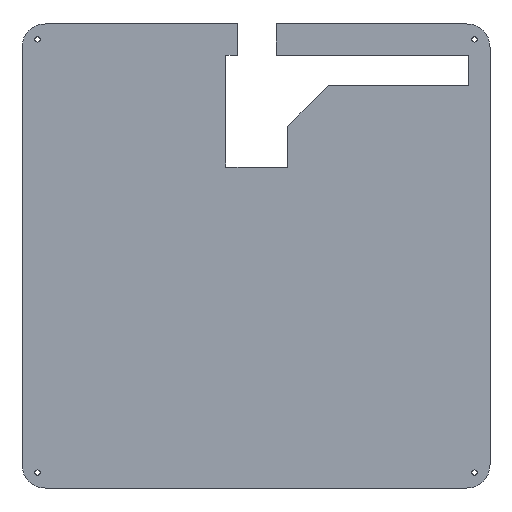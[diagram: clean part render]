
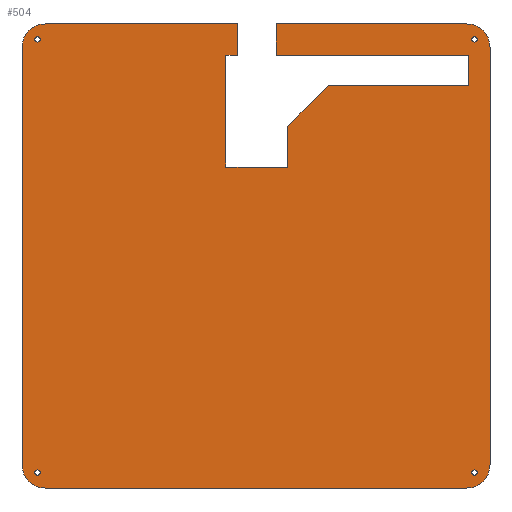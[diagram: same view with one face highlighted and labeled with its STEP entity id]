
A CAD part, top view. The second image highlights one B-rep face of the part: STEP entity #504.
In plain terms, the highlighted planar face has unit normal (0, 0, 1).
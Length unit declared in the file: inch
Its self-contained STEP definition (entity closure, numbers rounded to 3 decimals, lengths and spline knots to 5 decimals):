
#15=FACE_BOUND('',#89,.T.);
#16=FACE_BOUND('',#90,.T.);
#17=FACE_BOUND('',#91,.T.);
#18=FACE_BOUND('',#92,.T.);
#38=PLANE('',#559);
#63=FACE_OUTER_BOUND('',#88,.T.);
#88=EDGE_LOOP('',(#427,#428,#429,#430,#431,#432,#433,#434,#435,#436,#437,
#438,#439,#440,#441,#442,#443,#444,#445));
#89=EDGE_LOOP('',(#446));
#90=EDGE_LOOP('',(#447));
#91=EDGE_LOOP('',(#448));
#92=EDGE_LOOP('',(#449));
#104=LINE('',#730,#157);
#107=LINE('',#736,#160);
#110=LINE('',#742,#163);
#113=LINE('',#748,#166);
#116=LINE('',#754,#169);
#119=LINE('',#760,#172);
#122=LINE('',#766,#175);
#125=LINE('',#772,#178);
#128=LINE('',#778,#181);
#131=LINE('',#784,#184);
#134=LINE('',#790,#187);
#138=LINE('',#802,#191);
#142=LINE('',#814,#195);
#146=LINE('',#826,#199);
#150=LINE('',#836,#203);
#157=VECTOR('',#595,0.3937);
#160=VECTOR('',#600,0.3937);
#163=VECTOR('',#605,0.3937);
#166=VECTOR('',#610,0.3937);
#169=VECTOR('',#615,0.3937);
#172=VECTOR('',#620,0.3937);
#175=VECTOR('',#625,0.3937);
#178=VECTOR('',#630,0.3937);
#181=VECTOR('',#635,0.3937);
#184=VECTOR('',#640,0.3937);
#187=VECTOR('',#645,0.3937);
#191=VECTOR('',#657,0.3937);
#195=VECTOR('',#669,0.3937);
#199=VECTOR('',#681,0.3937);
#203=VECTOR('',#693,0.3937);
#204=CIRCLE('',#521,0.035);
#206=CIRCLE('',#524,0.035);
#208=CIRCLE('',#527,0.035);
#210=CIRCLE('',#530,0.035);
#213=CIRCLE('',#545,0.3);
#215=CIRCLE('',#549,0.3);
#217=CIRCLE('',#553,0.3);
#219=CIRCLE('',#557,0.3);
#220=VERTEX_POINT('',#700);
#222=VERTEX_POINT('',#706);
#224=VERTEX_POINT('',#712);
#226=VERTEX_POINT('',#718);
#230=VERTEX_POINT('',#727);
#231=VERTEX_POINT('',#729);
#233=VERTEX_POINT('',#735);
#235=VERTEX_POINT('',#741);
#237=VERTEX_POINT('',#747);
#239=VERTEX_POINT('',#753);
#241=VERTEX_POINT('',#759);
#243=VERTEX_POINT('',#765);
#245=VERTEX_POINT('',#771);
#247=VERTEX_POINT('',#777);
#249=VERTEX_POINT('',#783);
#251=VERTEX_POINT('',#789);
#253=VERTEX_POINT('',#795);
#255=VERTEX_POINT('',#801);
#257=VERTEX_POINT('',#807);
#259=VERTEX_POINT('',#813);
#261=VERTEX_POINT('',#819);
#263=VERTEX_POINT('',#825);
#265=VERTEX_POINT('',#831);
#266=EDGE_CURVE('',#220,#220,#204,.T.);
#269=EDGE_CURVE('',#222,#222,#206,.T.);
#272=EDGE_CURVE('',#224,#224,#208,.T.);
#275=EDGE_CURVE('',#226,#226,#210,.T.);
#280=EDGE_CURVE('',#231,#230,#104,.T.);
#283=EDGE_CURVE('',#233,#231,#107,.T.);
#286=EDGE_CURVE('',#235,#233,#110,.T.);
#289=EDGE_CURVE('',#237,#235,#113,.T.);
#292=EDGE_CURVE('',#239,#237,#116,.T.);
#295=EDGE_CURVE('',#241,#239,#119,.T.);
#298=EDGE_CURVE('',#243,#241,#122,.T.);
#301=EDGE_CURVE('',#245,#243,#125,.T.);
#304=EDGE_CURVE('',#247,#245,#128,.T.);
#307=EDGE_CURVE('',#249,#247,#131,.T.);
#310=EDGE_CURVE('',#251,#249,#134,.T.);
#313=EDGE_CURVE('',#253,#251,#213,.T.);
#316=EDGE_CURVE('',#255,#253,#138,.T.);
#319=EDGE_CURVE('',#257,#255,#215,.T.);
#322=EDGE_CURVE('',#259,#257,#142,.T.);
#325=EDGE_CURVE('',#261,#259,#217,.T.);
#328=EDGE_CURVE('',#263,#261,#146,.T.);
#331=EDGE_CURVE('',#265,#263,#219,.T.);
#334=EDGE_CURVE('',#230,#265,#150,.T.);
#427=ORIENTED_EDGE('',*,*,#334,.T.);
#428=ORIENTED_EDGE('',*,*,#331,.T.);
#429=ORIENTED_EDGE('',*,*,#328,.T.);
#430=ORIENTED_EDGE('',*,*,#325,.T.);
#431=ORIENTED_EDGE('',*,*,#322,.T.);
#432=ORIENTED_EDGE('',*,*,#319,.T.);
#433=ORIENTED_EDGE('',*,*,#316,.T.);
#434=ORIENTED_EDGE('',*,*,#313,.T.);
#435=ORIENTED_EDGE('',*,*,#310,.T.);
#436=ORIENTED_EDGE('',*,*,#307,.T.);
#437=ORIENTED_EDGE('',*,*,#304,.T.);
#438=ORIENTED_EDGE('',*,*,#301,.T.);
#439=ORIENTED_EDGE('',*,*,#298,.T.);
#440=ORIENTED_EDGE('',*,*,#295,.T.);
#441=ORIENTED_EDGE('',*,*,#292,.T.);
#442=ORIENTED_EDGE('',*,*,#289,.T.);
#443=ORIENTED_EDGE('',*,*,#286,.T.);
#444=ORIENTED_EDGE('',*,*,#283,.T.);
#445=ORIENTED_EDGE('',*,*,#280,.T.);
#446=ORIENTED_EDGE('',*,*,#275,.T.);
#447=ORIENTED_EDGE('',*,*,#272,.T.);
#448=ORIENTED_EDGE('',*,*,#269,.T.);
#449=ORIENTED_EDGE('',*,*,#266,.T.);
#504=ADVANCED_FACE('',(#63,#15,#16,#17,#18),#38,.T.);
#521=AXIS2_PLACEMENT_3D('',#701,#565,#566);
#524=AXIS2_PLACEMENT_3D('',#707,#572,#573);
#527=AXIS2_PLACEMENT_3D('',#713,#579,#580);
#530=AXIS2_PLACEMENT_3D('',#719,#586,#587);
#545=AXIS2_PLACEMENT_3D('',#796,#651,#652);
#549=AXIS2_PLACEMENT_3D('',#808,#663,#664);
#553=AXIS2_PLACEMENT_3D('',#820,#675,#676);
#557=AXIS2_PLACEMENT_3D('',#832,#687,#688);
#559=AXIS2_PLACEMENT_3D('',#837,#694,#695);
#565=DIRECTION('center_axis',(0.,0.,-1.));
#566=DIRECTION('ref_axis',(1.,0.,0.));
#572=DIRECTION('center_axis',(0.,0.,-1.));
#573=DIRECTION('ref_axis',(1.,0.,0.));
#579=DIRECTION('center_axis',(0.,0.,-1.));
#580=DIRECTION('ref_axis',(1.,0.,0.));
#586=DIRECTION('center_axis',(0.,0.,-1.));
#587=DIRECTION('ref_axis',(1.,0.,0.));
#595=DIRECTION('',(0.,1.,0.));
#600=DIRECTION('',(1.,0.,0.));
#605=DIRECTION('',(0.,1.,0.));
#610=DIRECTION('',(-1.,0.,0.));
#615=DIRECTION('',(0.,-1.,0.));
#620=DIRECTION('',(-0.707,-0.707,0.));
#625=DIRECTION('',(-1.,0.,0.));
#630=DIRECTION('',(0.,-1.,0.));
#635=DIRECTION('',(1.,0.,0.));
#640=DIRECTION('',(0.,-1.,0.));
#645=DIRECTION('',(-1.,0.,0.));
#651=DIRECTION('center_axis',(0.,0.,1.));
#652=DIRECTION('ref_axis',(1.,0.,0.));
#657=DIRECTION('',(0.,1.,0.));
#663=DIRECTION('center_axis',(0.,0.,1.));
#664=DIRECTION('ref_axis',(0.,-1.,0.));
#669=DIRECTION('',(1.,0.,0.));
#675=DIRECTION('center_axis',(0.,0.,1.));
#676=DIRECTION('ref_axis',(-1.,0.,0.));
#681=DIRECTION('',(0.,-1.,0.));
#687=DIRECTION('center_axis',(0.,0.,1.));
#688=DIRECTION('ref_axis',(0.,1.,0.));
#693=DIRECTION('',(-1.,0.,0.));
#694=DIRECTION('center_axis',(0.,0.,1.));
#695=DIRECTION('ref_axis',(1.,0.,0.));
#700=CARTESIAN_POINT('',(-3.71,1.925,0.175));
#701=CARTESIAN_POINT('Origin',(-3.675,1.925,0.175));
#706=CARTESIAN_POINT('',(-3.71,-3.675,0.175));
#707=CARTESIAN_POINT('Origin',(-3.675,-3.675,0.175));
#712=CARTESIAN_POINT('',(1.94,-3.675,0.175));
#713=CARTESIAN_POINT('Origin',(1.975,-3.675,0.175));
#718=CARTESIAN_POINT('',(1.94,1.925,0.175));
#719=CARTESIAN_POINT('Origin',(1.975,1.925,0.175));
#727=CARTESIAN_POINT('',(-1.09,2.125,0.175));
#729=CARTESIAN_POINT('',(-1.09,1.72245,0.175));
#730=CARTESIAN_POINT('',(-1.09,2.125,0.175));
#735=CARTESIAN_POINT('',(-1.24,1.72245,0.175));
#736=CARTESIAN_POINT('',(-1.09,1.72245,0.175));
#741=CARTESIAN_POINT('',(-1.24,0.275,0.175));
#742=CARTESIAN_POINT('',(-1.24,1.72245,0.175));
#747=CARTESIAN_POINT('',(-0.44,0.275,0.175));
#748=CARTESIAN_POINT('',(-0.44,0.275,0.175));
#753=CARTESIAN_POINT('',(-0.44,0.8025,0.175));
#754=CARTESIAN_POINT('',(-0.44,0.8025,0.175));
#759=CARTESIAN_POINT('',(0.088,1.33,0.175));
#760=CARTESIAN_POINT('',(0.088,1.33,0.175));
#765=CARTESIAN_POINT('',(1.9,1.33,0.175));
#766=CARTESIAN_POINT('',(1.9,1.33,0.175));
#771=CARTESIAN_POINT('',(1.9,1.72245,0.175));
#772=CARTESIAN_POINT('',(1.9,1.72245,0.175));
#777=CARTESIAN_POINT('',(-0.59,1.72245,0.175));
#778=CARTESIAN_POINT('',(-0.59,1.72245,0.175));
#783=CARTESIAN_POINT('',(-0.59,2.125,0.175));
#784=CARTESIAN_POINT('',(-0.59,2.125,0.175));
#789=CARTESIAN_POINT('',(1.875,2.125,0.175));
#790=CARTESIAN_POINT('',(1.875,2.125,0.175));
#795=CARTESIAN_POINT('',(2.175,1.825,0.175));
#796=CARTESIAN_POINT('Origin',(1.875,1.825,0.175));
#801=CARTESIAN_POINT('',(2.175,-3.575,0.175));
#802=CARTESIAN_POINT('',(2.175,1.825,0.175));
#807=CARTESIAN_POINT('',(1.875,-3.875,0.175));
#808=CARTESIAN_POINT('Origin',(1.875,-3.575,0.175));
#813=CARTESIAN_POINT('',(-3.575,-3.875,0.175));
#814=CARTESIAN_POINT('',(1.875,-3.875,0.175));
#819=CARTESIAN_POINT('',(-3.875,-3.575,0.175));
#820=CARTESIAN_POINT('Origin',(-3.575,-3.575,0.175));
#825=CARTESIAN_POINT('',(-3.875,1.825,0.175));
#826=CARTESIAN_POINT('',(-3.875,-3.575,0.175));
#831=CARTESIAN_POINT('',(-3.575,2.125,0.175));
#832=CARTESIAN_POINT('Origin',(-3.575,1.825,0.175));
#836=CARTESIAN_POINT('',(-1.24,2.125,0.175));
#837=CARTESIAN_POINT('Origin',(-0.85,-0.875,0.175));
